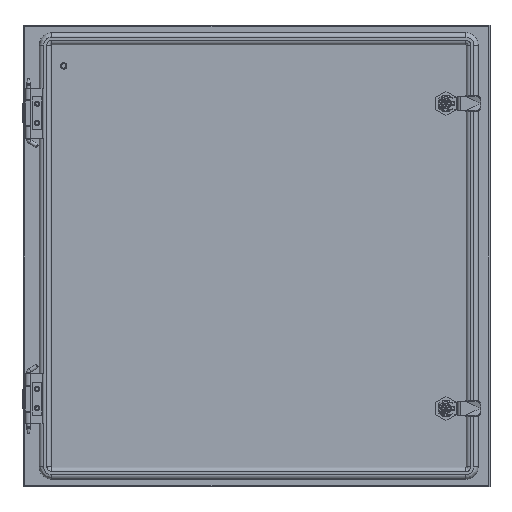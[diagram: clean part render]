
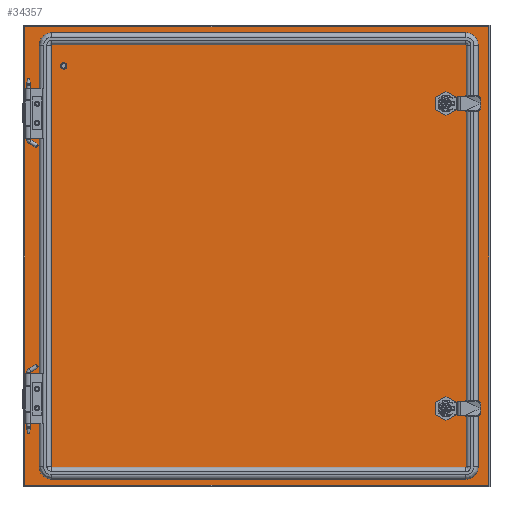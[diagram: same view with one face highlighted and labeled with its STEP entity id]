
A CAD part, front view. The second image highlights one B-rep face of the part: STEP entity #34357.
In plain terms, the highlighted planar face has unit normal (0, -1, 0).
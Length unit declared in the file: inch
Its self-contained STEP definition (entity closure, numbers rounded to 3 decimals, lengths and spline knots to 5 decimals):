
#1193 = VECTOR ( 'NONE', #10702, 39.37008 ) ;
#2100 = EDGE_CURVE ( 'NONE', #41398, #11008, #19483, .T. ) ;
#2637 = VERTEX_POINT ( 'NONE', #21746 ) ;
#4956 = LINE ( 'NONE', #16914, #40168 ) ;
#6367 = ORIENTED_EDGE ( 'NONE', *, *, #40421, .F. ) ;
#8325 = CARTESIAN_POINT ( 'NONE',  ( 11.8625, 0.75, -11.722 ) ) ;
#10702 = DIRECTION ( 'NONE',  ( 1., 0., 0. ) ) ;
#10822 = EDGE_CURVE ( 'NONE', #19190, #41398, #4956, .T. ) ;
#10937 = CARTESIAN_POINT ( 'NONE',  ( 11.8625, 0.75, 0. ) ) ;
#11008 = VERTEX_POINT ( 'NONE', #22061 ) ;
#11468 = LINE ( 'NONE', #51207, #1193 ) ;
#13030 = DIRECTION ( 'NONE',  ( -1., 0., 0. ) ) ;
#16506 = VECTOR ( 'NONE', #34343, 39.37008 ) ;
#16841 = DIRECTION ( 'NONE',  ( 0., 0., -1. ) ) ;
#16914 = CARTESIAN_POINT ( 'NONE',  ( 0., 0.75, -11.722 ) ) ;
#19190 = VERTEX_POINT ( 'NONE', #8325 ) ;
#19483 = LINE ( 'NONE', #46802, #16506 ) ;
#20124 = FACE_OUTER_BOUND ( 'NONE', #33444, .T. ) ;
#20724 = ORIENTED_EDGE ( 'NONE', *, *, #47178, .F. ) ;
#21746 = CARTESIAN_POINT ( 'NONE',  ( 11.8625, 0.75, 11.722 ) ) ;
#21961 = CARTESIAN_POINT ( 'NONE',  ( -11.8625, 0.75, -11.722 ) ) ;
#22061 = CARTESIAN_POINT ( 'NONE',  ( -11.8625, 0.75, 11.722 ) ) ;
#23156 = AXIS2_PLACEMENT_3D ( 'NONE', #37016, #44821, #25044 ) ;
#24006 = PLANE ( 'NONE',  #23156 ) ;
#25044 = DIRECTION ( 'NONE',  ( 0., 0., 1. ) ) ;
#30140 = ORIENTED_EDGE ( 'NONE', *, *, #10822, .F. ) ;
#33444 = EDGE_LOOP ( 'NONE', ( #30140, #6367, #20724, #43784 ) ) ;
#34343 = DIRECTION ( 'NONE',  ( 0., 0., 1. ) ) ;
#34357 = ADVANCED_FACE ( 'NONE', ( #20124 ), #24006, .F. ) ;
#37016 = CARTESIAN_POINT ( 'NONE',  ( 0., 0.75, 0. ) ) ;
#40168 = VECTOR ( 'NONE', #13030, 39.37008 ) ;
#40421 = EDGE_CURVE ( 'NONE', #2637, #19190, #51426, .T. ) ;
#41064 = VECTOR ( 'NONE', #16841, 39.37008 ) ;
#41398 = VERTEX_POINT ( 'NONE', #21961 ) ;
#43784 = ORIENTED_EDGE ( 'NONE', *, *, #2100, .F. ) ;
#44821 = DIRECTION ( 'NONE',  ( 0., 1., 0. ) ) ;
#46802 = CARTESIAN_POINT ( 'NONE',  ( -11.8625, 0.75, 0. ) ) ;
#47178 = EDGE_CURVE ( 'NONE', #11008, #2637, #11468, .T. ) ;
#51207 = CARTESIAN_POINT ( 'NONE',  ( 0., 0.75, 11.722 ) ) ;
#51426 = LINE ( 'NONE', #10937, #41064 ) ;
